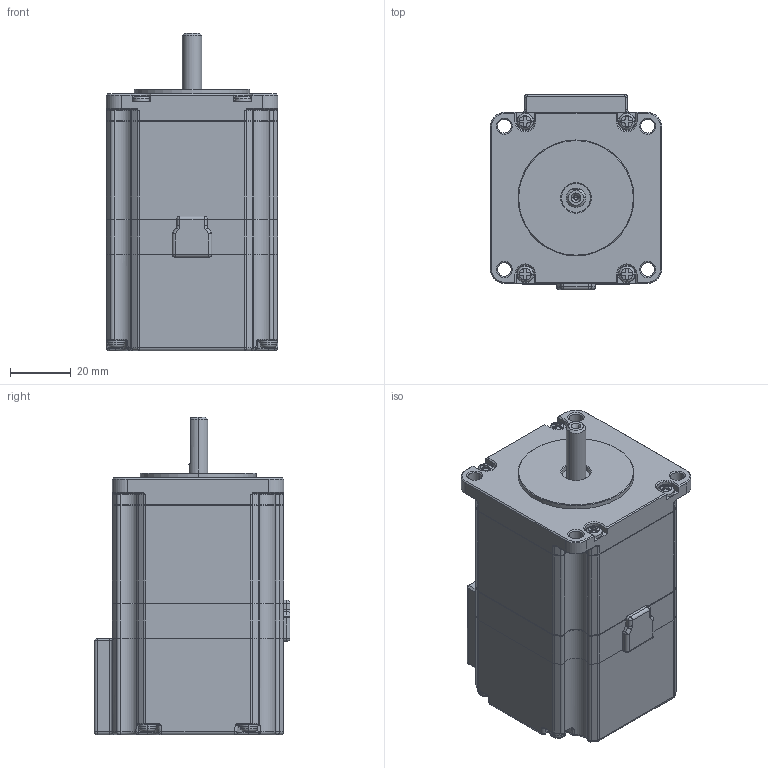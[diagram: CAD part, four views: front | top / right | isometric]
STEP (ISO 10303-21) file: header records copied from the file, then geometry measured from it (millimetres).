
FILE_DESCRIPTION(('Creo Elements/Direct Modeling STEP Export'),'2;1');
FILE_NAME('TS3653N542.stp','2014-07-23T14:02:56',(''),(''),'Creo Elements/Direct Modeling STEP processor for AP203 (Solid Model)','Creo Elements/Direct Modeling 17.0F 20-Aug-2012 (C) Parametric Technology GmbH','');
FILE_SCHEMA(('CONFIG_CONTROL_DESIGN'));
Length unit declared in the file: millimetre
Products named in the file (8): Skin_Group1; Skin_Group2; Skin_Group3; Skin_Group4; Skin_Group5; Skin_Group6; Skin_Group7; Skin_Group8
Bounding box: 56.4 x 64.45 x 104.5 mm (x, y, z)
Volume: 42675.4 mm3; surface area: 46176.7 mm2
Topology: 7 solids, 8 shells, 1433 faces, 3634 edges, 2261 vertices
Faces by surface type: plane 645, cylinder 462, cone 140, torus 88, bspline 52, sphere 46
Entity records: 56924 total; most frequent: CARTESIAN_POINT 10742, ORIENTED_EDGE 7180, DIRECTION 7097, EDGE_CURVE 3594, AXIS2_PLACEMENT_3D 2581, VERTEX_POINT 2261, VECTOR 1935, LINE 1935
